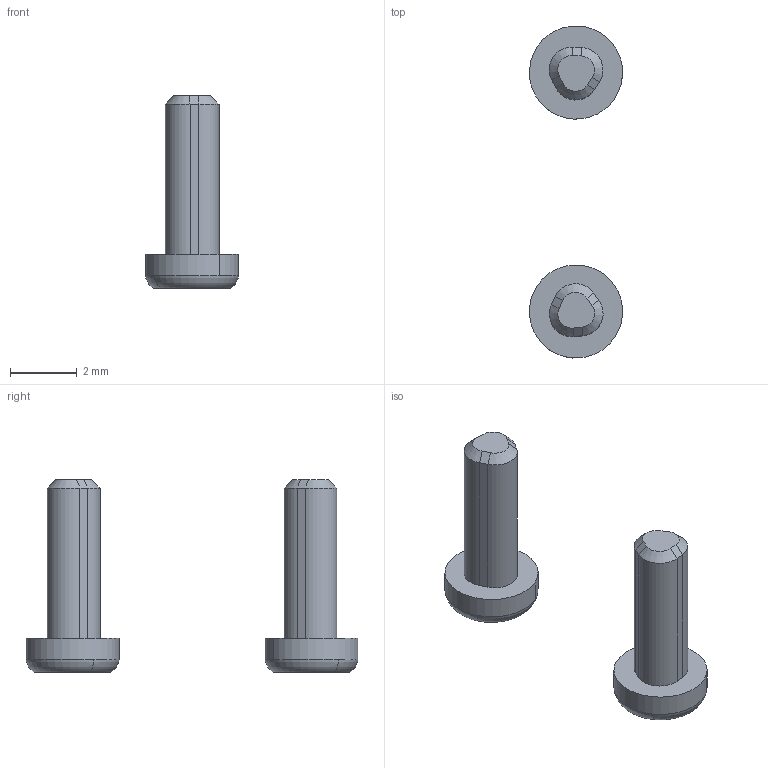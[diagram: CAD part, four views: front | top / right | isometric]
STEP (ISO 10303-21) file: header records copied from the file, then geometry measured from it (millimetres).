
FILE_DESCRIPTION((''),'2;1');
FILE_NAME('SAMTEC_CCH-J-01_Part2.stp','2013-02-05T14:07:00',(''),(''),'Mechanical Desktop 2011','Mechanical Desktop 2011',', , ');
FILE_SCHEMA(('AUTOMOTIVE_DESIGN { 1 2 10303 214 1 1 1 1 }'));
Length unit declared in the file: millimetre
Products named in the file (1): Product
Bounding box: 2.79 x 9.95 x 5.78 mm (x, y, z)
Volume: 29 mm3; surface area: 91.3 mm2
Topology: 2 solids, 2 shells, 78 faces, 190 edges, 116 vertices
Faces by surface type: cylinder 34, plane 30, cone 10, torus 4
Entity records: 2334 total; most frequent: DIRECTION 456, CARTESIAN_POINT 381, ORIENTED_EDGE 372, AXIS2_PLACEMENT_3D 191, EDGE_CURVE 186, VERTEX_POINT 116, CIRCLE 112, EDGE_LOOP 82
